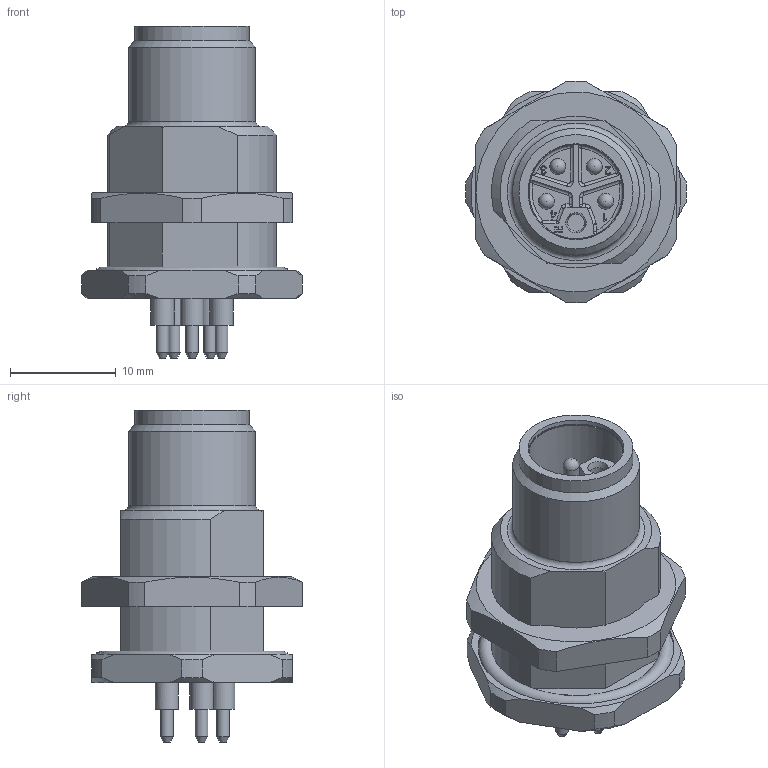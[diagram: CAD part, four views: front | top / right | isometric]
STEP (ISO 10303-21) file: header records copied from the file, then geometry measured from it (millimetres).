
FILE_DESCRIPTION(/* description */ (''),/* implementation_level */ '2;1');
FILE_NAME(/* name */ 'PL-FHM12SU5-P_M16.stp',/* time_stamp */ '2020-01-06T10:45:57+01:00',/* author */ (''),/* organization */ (''),/* preprocessor_version */ 'ST-DEVELOPER v16',/* originating_system */ 'SIEMENS PLM Software NX 10.0',/* authorisation */ '');
FILE_SCHEMA (('AUTOMOTIVE_DESIGN { 1 0 10303 214 3 1 1 1 }'));
Length unit declared in the file: millimetre
Products named in the file (1): PL-FHM12SU5-P_M16_stp
Bounding box: 20.89 x 20.99 x 31.4 mm (x, y, z)
Volume: 4258.5 mm3; surface area: 2861.8 mm2
Topology: 1 solids, 3 shells, 266 faces, 698 edges, 441 vertices
Faces by surface type: plane 112, cylinder 71, cone 27, extrusion 25, bspline 15, torus 12, sphere 4
Full cylindrical faces by diameter (mm): 1.2 x5, 1.5 x4, 1.6 x1, 2.2 x5, 8.9 x1, 9 x1, 10.8 x1, 12 x1
Entity records: 8286 total; most frequent: CARTESIAN_POINT 2182, ORIENTED_EDGE 1256, DIRECTION 1174, EDGE_CURVE 628, VERTEX_POINT 421, AXIS2_PLACEMENT_3D 408, VECTOR 358, LINE 333
